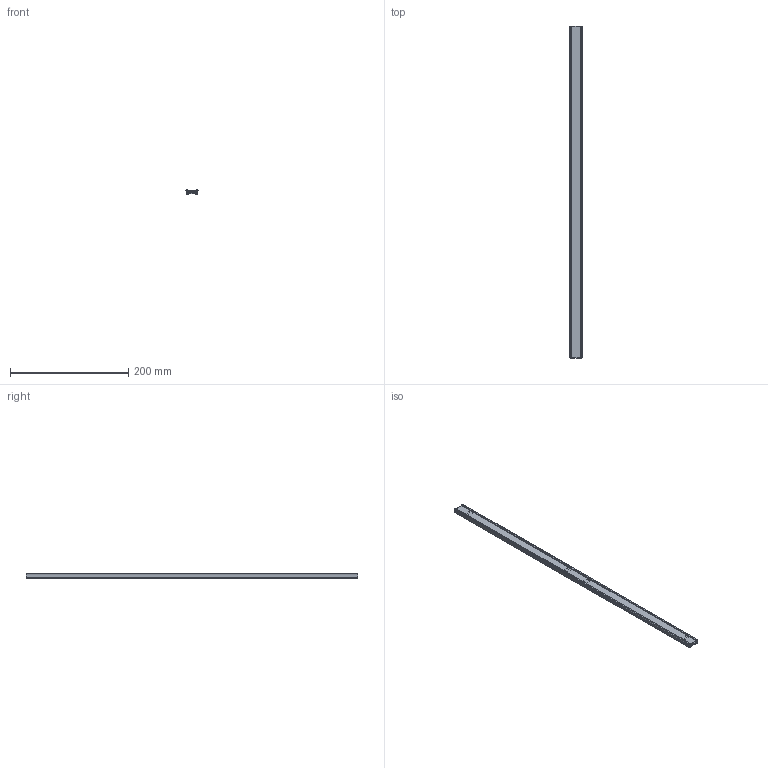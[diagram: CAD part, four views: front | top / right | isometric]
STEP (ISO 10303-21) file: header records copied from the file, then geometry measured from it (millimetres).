
FILE_DESCRIPTION(/* description */ ('This is a sample STEP configuration'),/* implementation_level */ '2;1');
FILE_NAME(/* name */ '715-07020b0xxxxxx _Simple.ipt_Rev_00.1.stp',/* time_stamp */ '2022-02-16T13:34:02+01:00',/* author */ ('powerJobs'),/* organization */ ('coolOrange'),/* preprocessor_version */ 'ST-DEVELOPER v18.1',/* originating_system */ 'Autodesk Inventor 2020',/* authorisation */ '');
FILE_SCHEMA (('AUTOMOTIVE_DESIGN { 1 0 10303 214 3 1 1 }'));
Length unit declared in the file: millimetre
Products named in the file (1): ENG000025158
Bounding box: 20.59 x 561 x 7.5 mm (x, y, z)
Volume: 39008.8 mm3; surface area: 78129.1 mm2
Topology: 1 solids, 1 shells, 637 faces, 1638 edges, 1088 vertices
Faces by surface type: plane 571, cylinder 58, cone 8
Full cylindrical faces by diameter (mm): 2.1 x8
Entity records: 19789 total; most frequent: CARTESIAN_POINT 3360, ORIENTED_EDGE 3268, DIRECTION 3052, EDGE_CURVE 1634, LINE 1492, VECTOR 1492, VERTEX_POINT 1088, AXIS2_PLACEMENT_3D 780
